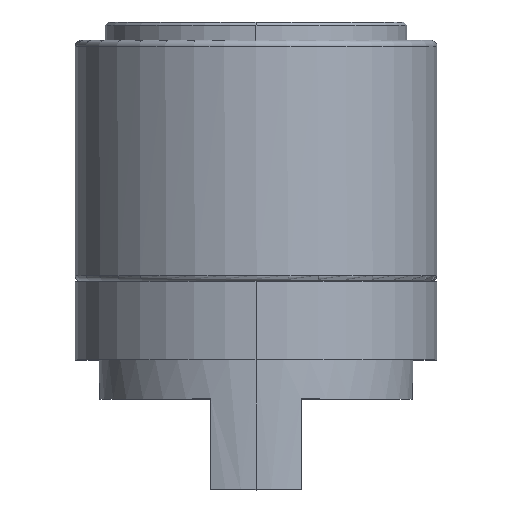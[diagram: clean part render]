
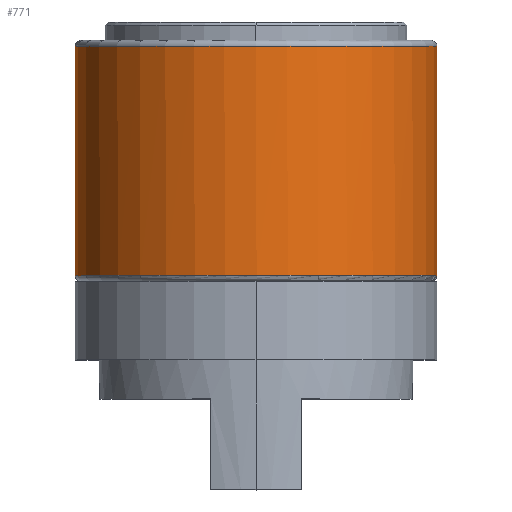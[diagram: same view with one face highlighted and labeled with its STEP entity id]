
A CAD part, top view. The second image highlights one B-rep face of the part: STEP entity #771.
In plain terms, the highlighted cylindrical face has radius 3 mm (diameter 6 mm), a partial arc.
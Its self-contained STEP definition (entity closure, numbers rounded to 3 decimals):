
#15 = DIRECTION ( 'NONE',  ( 0., -1., 0. ) ) ;
#56 = DIRECTION ( 'NONE',  ( 0., 1., 0. ) ) ;
#95 = CIRCLE ( 'NONE', #309, 3. ) ;
#142 = DIRECTION ( 'NONE',  ( 0., 1., 0. ) ) ;
#202 = VERTEX_POINT ( 'NONE', #449 ) ;
#228 = DIRECTION ( 'NONE',  ( 1., 0., 0. ) ) ;
#268 = EDGE_CURVE ( 'NONE', #1422, #1335, #1402, .T. ) ;
#288 = CARTESIAN_POINT ( 'NONE',  ( 0., -0.4, 0. ) ) ;
#309 = AXIS2_PLACEMENT_3D ( 'NONE', #869, #1125, #626 ) ;
#322 = VERTEX_POINT ( 'NONE', #1107 ) ;
#336 = AXIS2_PLACEMENT_3D ( 'NONE', #288, #1165, #228 ) ;
#421 = CARTESIAN_POINT ( 'NONE',  ( 0., -4.2, 0. ) ) ;
#449 = CARTESIAN_POINT ( 'NONE',  ( -3., -0.4, 0. ) ) ;
#477 = CIRCLE ( 'NONE', #721, 3. ) ;
#490 = VERTEX_POINT ( 'NONE', #569 ) ;
#552 = EDGE_CURVE ( 'NONE', #490, #970, #1170, .T. ) ;
#569 = CARTESIAN_POINT ( 'NONE',  ( 3., -0.4, 0. ) ) ;
#611 = CARTESIAN_POINT ( 'NONE',  ( 3., -4.2, 0. ) ) ;
#626 = DIRECTION ( 'NONE',  ( -1., 0., 0.007 ) ) ;
#653 = DIRECTION ( 'NONE',  ( 1., 0., 0.005 ) ) ;
#679 = CYLINDRICAL_SURFACE ( 'NONE', #1610, 3. ) ;
#705 = EDGE_CURVE ( 'NONE', #322, #490, #732, .T. ) ;
#721 = AXIS2_PLACEMENT_3D ( 'NONE', #1211, #837, #653 ) ;
#732 = LINE ( 'NONE', #611, #1728 ) ;
#733 = CARTESIAN_POINT ( 'NONE',  ( 0., -4.276, 0. ) ) ;
#762 = ORIENTED_EDGE ( 'NONE', *, *, #876, .T. ) ;
#771 = ADVANCED_FACE ( 'NONE', ( #1067 ), #679, .T. ) ;
#779 = CARTESIAN_POINT ( 'NONE',  ( -3., -4.2, 0. ) ) ;
#784 = EDGE_CURVE ( 'NONE', #1335, #322, #95, .T. ) ;
#785 = ORIENTED_EDGE ( 'NONE', *, *, #705, .T. ) ;
#789 = DIRECTION ( 'NONE',  ( -1., 0., 0. ) ) ;
#837 = DIRECTION ( 'NONE',  ( 0., -1., 0. ) ) ;
#869 = CARTESIAN_POINT ( 'NONE',  ( 0., -4.2, 0. ) ) ;
#876 = EDGE_CURVE ( 'NONE', #202, #1422, #1564, .T. ) ;
#970 = VERTEX_POINT ( 'NONE', #1536 ) ;
#973 = ORIENTED_EDGE ( 'NONE', *, *, #268, .T. ) ;
#1067 = FACE_OUTER_BOUND ( 'NONE', #1287, .T. ) ;
#1107 = CARTESIAN_POINT ( 'NONE',  ( 3., -4.2, 0. ) ) ;
#1125 = DIRECTION ( 'NONE',  ( 0., 1., 0. ) ) ;
#1151 = ORIENTED_EDGE ( 'NONE', *, *, #784, .T. ) ;
#1165 = DIRECTION ( 'NONE',  ( 0., -1., 0. ) ) ;
#1170 = CIRCLE ( 'NONE', #336, 3. ) ;
#1211 = CARTESIAN_POINT ( 'NONE',  ( 0., -0.4, 0. ) ) ;
#1254 = AXIS2_PLACEMENT_3D ( 'NONE', #421, #56, #1699 ) ;
#1278 = ORIENTED_EDGE ( 'NONE', *, *, #552, .T. ) ;
#1287 = EDGE_LOOP ( 'NONE', ( #1151, #785, #1278, #1363, #762, #973 ) ) ;
#1335 = VERTEX_POINT ( 'NONE', #1522 ) ;
#1363 = ORIENTED_EDGE ( 'NONE', *, *, #1627, .T. ) ;
#1402 = CIRCLE ( 'NONE', #1254, 3. ) ;
#1422 = VERTEX_POINT ( 'NONE', #779 ) ;
#1463 = DIRECTION ( 'NONE',  ( 0., 1., 0. ) ) ;
#1522 = CARTESIAN_POINT ( 'NONE',  ( -3., -4.2, 0.02 ) ) ;
#1536 = CARTESIAN_POINT ( 'NONE',  ( 3., -0.4, 0.014 ) ) ;
#1564 = LINE ( 'NONE', #1613, #1607 ) ;
#1607 = VECTOR ( 'NONE', #15, 1000. ) ;
#1610 = AXIS2_PLACEMENT_3D ( 'NONE', #733, #142, #789 ) ;
#1613 = CARTESIAN_POINT ( 'NONE',  ( -3., -0.4, 0. ) ) ;
#1627 = EDGE_CURVE ( 'NONE', #970, #202, #477, .T. ) ;
#1699 = DIRECTION ( 'NONE',  ( -1., 0., 0. ) ) ;
#1728 = VECTOR ( 'NONE', #1463, 1000. ) ;
